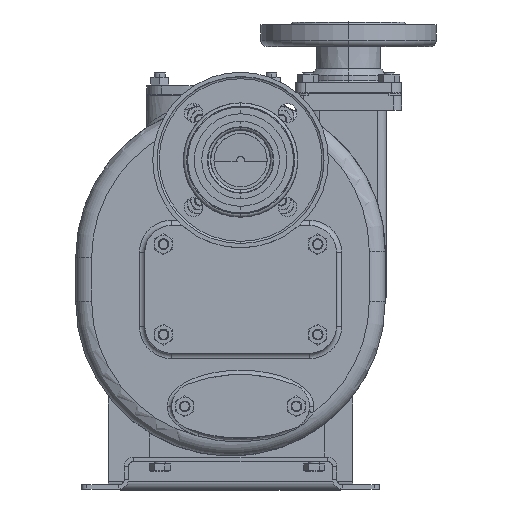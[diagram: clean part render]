
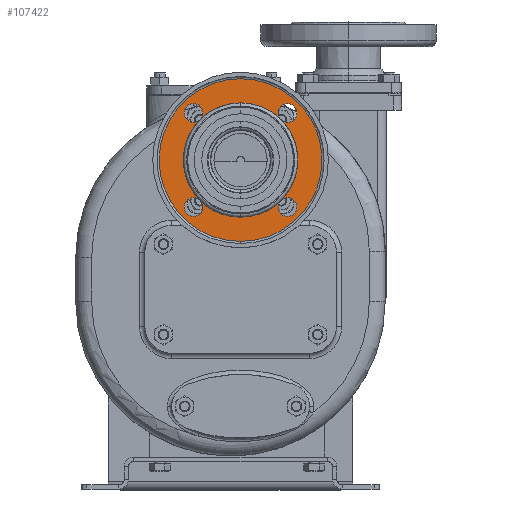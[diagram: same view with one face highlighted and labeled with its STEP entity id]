
A CAD part, top view. The second image highlights one B-rep face of the part: STEP entity #107422.
In plain terms, the highlighted planar face has unit normal (0, 0, 1).
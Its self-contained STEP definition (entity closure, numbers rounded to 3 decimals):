
#24503=CARTESIAN_POINT('',(9.5,279.,176.));
#24504=DIRECTION('',(0.,0.,1.));
#24505=DIRECTION('',(0.,-1.,0.));
#24506=AXIS2_PLACEMENT_3D('',#24503,#24504,#24505);
#24518=CARTESIAN_POINT('',(9.5,279.,176.));
#24519=DIRECTION('',(0.,0.,-1.));
#24520=DIRECTION('',(0.,-1.,0.));
#24521=AXIS2_PLACEMENT_3D('',#24518,#24519,#24520);
#24523=CARTESIAN_POINT('',(53.694,323.194,176.));
#24524=DIRECTION('',(0.,0.,-1.));
#24525=DIRECTION('',(0.,-1.,0.));
#24526=AXIS2_PLACEMENT_3D('',#24523,#24524,#24525);
#24528=CARTESIAN_POINT('',(53.694,323.194,176.));
#24529=DIRECTION('',(0.,0.,-1.));
#24530=DIRECTION('',(0.,1.,0.));
#24531=AXIS2_PLACEMENT_3D('',#24528,#24529,#24530);
#24533=CARTESIAN_POINT('',(53.694,323.194,176.));
#24534=DIRECTION('',(0.,0.,-1.));
#24535=DIRECTION('',(-0.707,-0.707,0.));
#24536=AXIS2_PLACEMENT_3D('',#24533,#24534,#24535);
#24538=CARTESIAN_POINT('',(-34.694,323.194,176.));
#24539=DIRECTION('',(0.,0.,-1.));
#24540=DIRECTION('',(1.,0.,0.));
#24541=AXIS2_PLACEMENT_3D('',#24538,#24539,#24540);
#24543=CARTESIAN_POINT('',(-34.694,323.194,176.));
#24544=DIRECTION('',(0.,0.,-1.));
#24545=DIRECTION('',(-1.,0.,0.));
#24546=AXIS2_PLACEMENT_3D('',#24543,#24544,#24545);
#24548=CARTESIAN_POINT('',(-34.694,323.194,176.));
#24549=DIRECTION('',(0.,0.,-1.));
#24550=DIRECTION('',(0.707,-0.707,0.));
#24551=AXIS2_PLACEMENT_3D('',#24548,#24549,#24550);
#24553=CARTESIAN_POINT('',(-34.694,234.806,176.));
#24554=DIRECTION('',(0.,0.,-1.));
#24555=DIRECTION('',(0.,1.,0.));
#24556=AXIS2_PLACEMENT_3D('',#24553,#24554,#24555);
#24558=CARTESIAN_POINT('',(-34.694,234.806,176.));
#24559=DIRECTION('',(0.,0.,-1.));
#24560=DIRECTION('',(0.,-1.,0.));
#24561=AXIS2_PLACEMENT_3D('',#24558,#24559,#24560);
#24563=CARTESIAN_POINT('',(-34.694,234.806,176.));
#24564=DIRECTION('',(0.,0.,-1.));
#24565=DIRECTION('',(0.707,0.707,0.));
#24566=AXIS2_PLACEMENT_3D('',#24563,#24564,#24565);
#24568=CARTESIAN_POINT('',(53.694,234.806,176.));
#24569=DIRECTION('',(0.,0.,-1.));
#24570=DIRECTION('',(-1.,0.,0.));
#24571=AXIS2_PLACEMENT_3D('',#24568,#24569,#24570);
#24573=CARTESIAN_POINT('',(53.694,234.806,176.));
#24574=DIRECTION('',(0.,0.,-1.));
#24575=DIRECTION('',(1.,0.,0.));
#24576=AXIS2_PLACEMENT_3D('',#24573,#24574,#24575);
#24578=CARTESIAN_POINT('',(53.694,234.806,176.));
#24579=DIRECTION('',(0.,0.,-1.));
#24580=DIRECTION('',(-0.707,0.707,0.));
#24581=AXIS2_PLACEMENT_3D('',#24578,#24579,#24580);
#24591=CARTESIAN_POINT('',(9.5,279.,176.));
#24592=DIRECTION('',(0.,0.,1.));
#24593=DIRECTION('',(0.707,-0.707,0.));
#24594=AXIS2_PLACEMENT_3D('',#24591,#24592,#24593);
#24596=CARTESIAN_POINT('',(9.5,279.,176.));
#24597=DIRECTION('',(0.,0.,1.));
#24598=DIRECTION('',(0.,-1.,0.));
#24599=AXIS2_PLACEMENT_3D('',#24596,#24597,#24598);
#24606=CARTESIAN_POINT('',(9.5,279.,176.));
#24607=DIRECTION('',(0.,0.,1.));
#24608=DIRECTION('',(0.707,0.707,0.));
#24609=AXIS2_PLACEMENT_3D('',#24606,#24607,#24608);
#24611=CARTESIAN_POINT('',(9.5,279.,176.));
#24612=DIRECTION('',(0.,0.,1.));
#24613=DIRECTION('',(-0.707,0.707,0.));
#24614=AXIS2_PLACEMENT_3D('',#24611,#24612,#24613);
#24616=CARTESIAN_POINT('',(9.5,279.,176.));
#24617=DIRECTION('',(0.,0.,1.));
#24618=DIRECTION('',(0.,1.,0.));
#24619=AXIS2_PLACEMENT_3D('',#24616,#24617,#24618);
#24634=CARTESIAN_POINT('',(9.5,279.,176.));
#24635=DIRECTION('',(0.,0.,1.));
#24636=DIRECTION('',(-0.707,-0.707,0.));
#24637=AXIS2_PLACEMENT_3D('',#24634,#24635,#24636);
#74199=CARTESIAN_POINT('',(9.5,202.5,176.));
#74201=VERTEX_POINT('',#74199);
#74219=CARTESIAN_POINT('',(9.5,355.5,176.));
#74221=VERTEX_POINT('',#74219);
#74247=CARTESIAN_POINT('',(9.5,225.25,176.));
#74248=VERTEX_POINT('',#74247);
#74249=CARTESIAN_POINT('',(9.5,332.75,176.));
#74250=VERTEX_POINT('',#74249);
#74251=CARTESIAN_POINT('',(-25.944,323.194,176.));
#74252=CARTESIAN_POINT('',(-28.507,317.007,176.));
#74253=VERTEX_POINT('',#74251);
#74254=VERTEX_POINT('',#74252);
#74255=CARTESIAN_POINT('',(-43.444,323.194,176.));
#74256=VERTEX_POINT('',#74255);
#74261=CARTESIAN_POINT('',(-34.694,243.556,176.));
#74262=CARTESIAN_POINT('',(-28.507,240.993,176.));
#74263=VERTEX_POINT('',#74261);
#74264=VERTEX_POINT('',#74262);
#74265=CARTESIAN_POINT('',(-34.694,226.056,176.));
#74266=VERTEX_POINT('',#74265);
#74271=CARTESIAN_POINT('',(44.944,234.806,176.));
#74272=CARTESIAN_POINT('',(47.507,240.993,176.));
#74273=VERTEX_POINT('',#74271);
#74274=VERTEX_POINT('',#74272);
#74275=CARTESIAN_POINT('',(62.444,234.806,176.));
#74276=VERTEX_POINT('',#74275);
#74281=CARTESIAN_POINT('',(53.694,314.444,176.));
#74282=CARTESIAN_POINT('',(47.507,317.007,176.));
#74283=VERTEX_POINT('',#74281);
#74284=VERTEX_POINT('',#74282);
#74285=CARTESIAN_POINT('',(53.694,331.944,176.));
#74286=VERTEX_POINT('',#74285);
#107375=CARTESIAN_POINT('',(9.5,279.,176.));
#107376=DIRECTION('',(0.,0.,1.));
#107377=DIRECTION('',(0.,1.,0.));
#107378=AXIS2_PLACEMENT_3D('',#107375,#107376,#107377);
#107379=PLANE('',#107378);
#107380=ORIENTED_EDGE('',*,*,#107354,.F.);
#107381=ORIENTED_EDGE('',*,*,#107370,.T.);
#107382=EDGE_LOOP('',(#107380,#107381));
#107383=FACE_OUTER_BOUND('',#107382,.F.);
#107385=ORIENTED_EDGE('',*,*,#107384,.F.);
#107387=ORIENTED_EDGE('',*,*,#107386,.F.);
#107389=ORIENTED_EDGE('',*,*,#107388,.F.);
#107391=ORIENTED_EDGE('',*,*,#107390,.T.);
#107393=ORIENTED_EDGE('',*,*,#107392,.T.);
#107395=ORIENTED_EDGE('',*,*,#107394,.F.);
#107397=ORIENTED_EDGE('',*,*,#107396,.F.);
#107399=ORIENTED_EDGE('',*,*,#107398,.F.);
#107401=ORIENTED_EDGE('',*,*,#107400,.T.);
#107403=ORIENTED_EDGE('',*,*,#107402,.F.);
#107405=ORIENTED_EDGE('',*,*,#107404,.F.);
#107407=ORIENTED_EDGE('',*,*,#107406,.F.);
#107409=ORIENTED_EDGE('',*,*,#107408,.T.);
#107411=ORIENTED_EDGE('',*,*,#107410,.T.);
#107413=ORIENTED_EDGE('',*,*,#107412,.F.);
#107415=ORIENTED_EDGE('',*,*,#107414,.F.);
#107417=ORIENTED_EDGE('',*,*,#107416,.F.);
#107419=ORIENTED_EDGE('',*,*,#107418,.T.);
#107420=EDGE_LOOP('',(#107385,#107387,#107389,#107391,#107393,#107395,#107397,
#107399,#107401,#107403,#107405,#107407,#107409,#107411,#107413,#107415,#107417,
#107419));
#107421=FACE_BOUND('',#107420,.F.);
#107422=ADVANCED_FACE('',(#107383,#107421),#107379,.T.);
#24507=CIRCLE('',#24506,76.5);
#24522=CIRCLE('',#24521,76.5);
#24527=CIRCLE('',#24526,8.75);
#24532=CIRCLE('',#24531,8.75);
#24537=CIRCLE('',#24536,8.75);
#24542=CIRCLE('',#24541,8.75);
#24547=CIRCLE('',#24546,8.75);
#24552=CIRCLE('',#24551,8.75);
#24557=CIRCLE('',#24556,8.75);
#24562=CIRCLE('',#24561,8.75);
#24567=CIRCLE('',#24566,8.75);
#24572=CIRCLE('',#24571,8.75);
#24577=CIRCLE('',#24576,8.75);
#24582=CIRCLE('',#24581,8.75);
#24595=CIRCLE('',#24594,53.75);
#24600=CIRCLE('',#24599,53.75);
#24610=CIRCLE('',#24609,53.75);
#24615=CIRCLE('',#24614,53.75);
#24620=CIRCLE('',#24619,53.75);
#24638=CIRCLE('',#24637,53.75);
#107354=EDGE_CURVE('',#74201,#74221,#24507,.T.);
#107370=EDGE_CURVE('',#74201,#74221,#24522,.T.);
#107384=EDGE_CURVE('',#74283,#74284,#24527,.T.);
#107386=EDGE_CURVE('',#74286,#74283,#24532,.T.);
#107388=EDGE_CURVE('',#74284,#74286,#24537,.T.);
#107390=EDGE_CURVE('',#74284,#74250,#24610,.T.);
#107392=EDGE_CURVE('',#74250,#74254,#24620,.T.);
#107394=EDGE_CURVE('',#74253,#74254,#24542,.T.);
#107396=EDGE_CURVE('',#74256,#74253,#24547,.T.);
#107398=EDGE_CURVE('',#74254,#74256,#24552,.T.);
#107400=EDGE_CURVE('',#74254,#74264,#24615,.T.);
#107402=EDGE_CURVE('',#74263,#74264,#24557,.T.);
#107404=EDGE_CURVE('',#74266,#74263,#24562,.T.);
#107406=EDGE_CURVE('',#74264,#74266,#24567,.T.);
#107408=EDGE_CURVE('',#74264,#74248,#24638,.T.);
#107410=EDGE_CURVE('',#74248,#74274,#24600,.T.);
#107412=EDGE_CURVE('',#74273,#74274,#24572,.T.);
#107414=EDGE_CURVE('',#74276,#74273,#24577,.T.);
#107416=EDGE_CURVE('',#74274,#74276,#24582,.T.);
#107418=EDGE_CURVE('',#74274,#74284,#24595,.T.);
